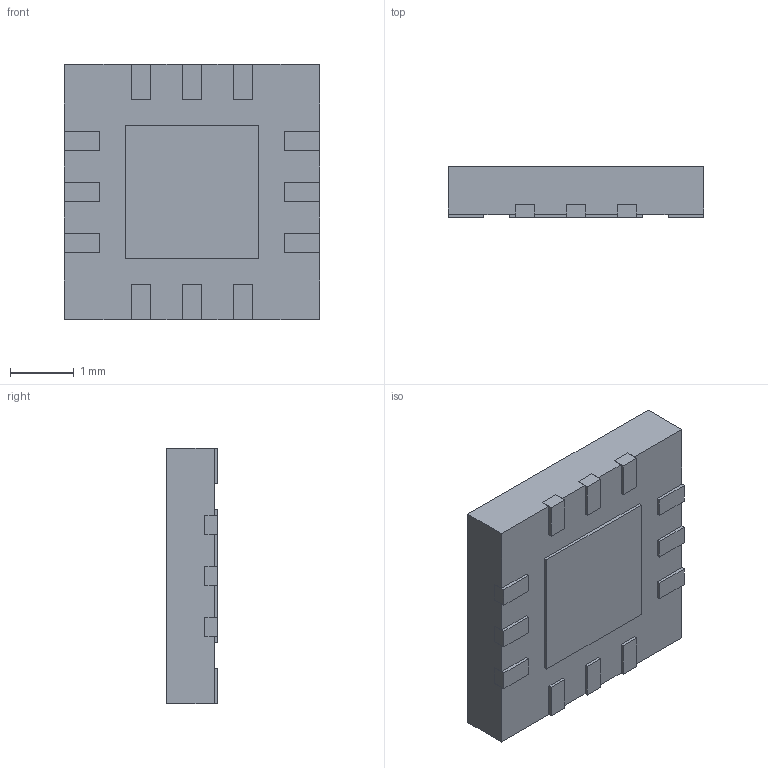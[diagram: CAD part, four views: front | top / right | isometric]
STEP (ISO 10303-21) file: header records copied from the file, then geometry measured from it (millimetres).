
FILE_DESCRIPTION (( 'STEP AP214' ), '1' );
FILE_NAME ('T1244+3.STEP', '2021-01-06T21:57:24', ( '' ), ( '' ), 'SwSTEP 2.0', 'SolidWorks 2018', '' );
FILE_SCHEMA (( 'AUTOMOTIVE_DESIGN' ));
Length unit declared in the file: millimetre
Products named in the file (1): T1244+3
Bounding box: 4 x 0.8 x 4 mm (x, y, z)
Volume: 12.3 mm3; surface area: 65.8 mm2
Topology: 14 solids, 14 shells, 137 faces, 324 edges, 216 vertices
Faces by surface type: plane 137
Entity records: 4009 total; most frequent: CARTESIAN_POINT 678, ORIENTED_EDGE 648, DIRECTION 600, EDGE_CURVE 324, VECTOR 324, LINE 324, VERTEX_POINT 216, AXIS2_PLACEMENT_3D 138
